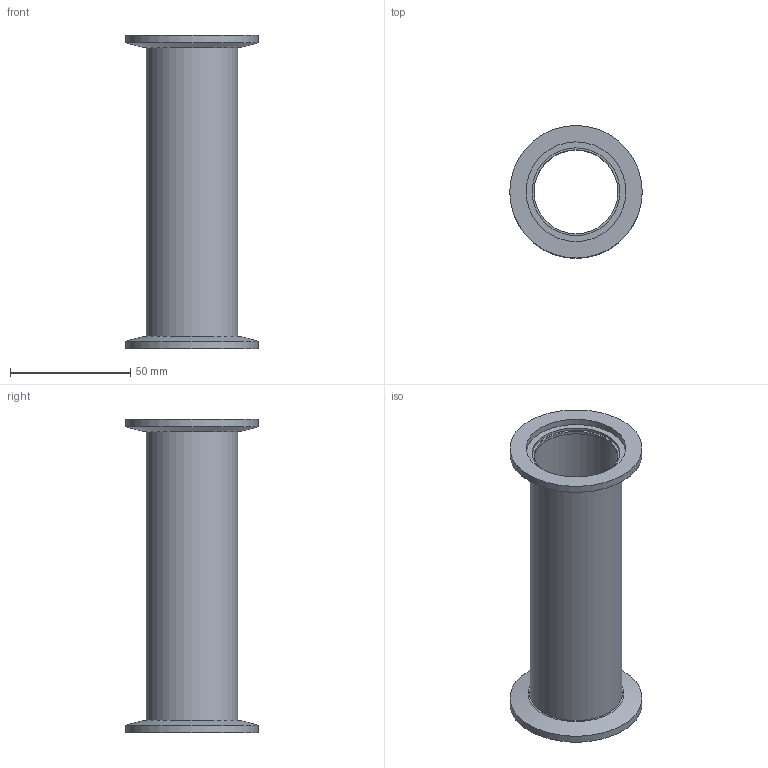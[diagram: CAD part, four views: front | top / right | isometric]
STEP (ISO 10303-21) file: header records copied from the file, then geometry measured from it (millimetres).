
FILE_DESCRIPTION( ( 'Unknown' ), '1' );
FILE_NAME( 'QF40-150-N.stp', 'Unknown', ( 'Unknown' ), ( 'Unknown' ), 'XStep 1.0', 'Unknown', ' ' );
FILE_SCHEMA( ( 'CONFIG_CONTROL_DESIGN' ) );
Length unit declared in the file: millimetre
Products named in the file (3): Assem1; P0001506; P0002273
Bounding box: 54.99 x 54.99 x 130.05 mm (x, y, z)
Volume: 60109 mm3; surface area: 68413.5 mm2
Topology: 5 solids, 5 shells, 35 faces, 60 edges, 41 vertices
Faces by surface type: plane 16, cylinder 16, cone 3
Full cylindrical faces by diameter (mm): 34.798 x2, 36.449 x3, 38.1 x2, 38.354 x3, 41.402 x3, 54.991 x3
Entity records: 416 total; most frequent: DIRECTION 60, CARTESIAN_POINT 43, AXIS2_PLACEMENT_3D 30, EDGE_LOOP 26, ORIENTED_EDGE 26, FACE_OUTER_BOUND 19, CC_DESIGN_PERSON_AND_ORGANIZATION_ASSIGNMENT 15, ADVANCED_FACE 13
